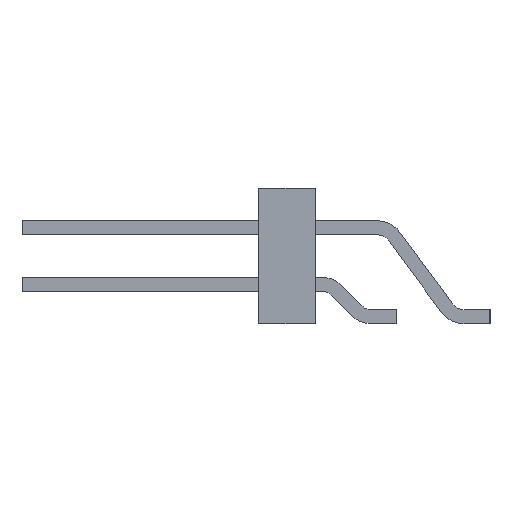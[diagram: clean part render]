
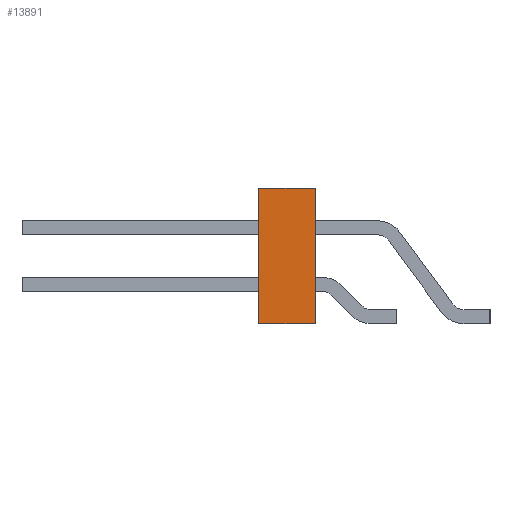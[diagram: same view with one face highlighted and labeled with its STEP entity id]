
A CAD part, left-side view. The second image highlights one B-rep face of the part: STEP entity #13891.
In plain terms, the highlighted face is planar.
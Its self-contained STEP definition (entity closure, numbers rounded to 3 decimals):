
#1594 = VERTEX_POINT('',#1595);
#1595 = CARTESIAN_POINT('',(13.97,3.048,1.27));
#1601 = EDGE_CURVE('',#1594,#1602,#1604,.T.);
#1602 = VERTEX_POINT('',#1603);
#1603 = CARTESIAN_POINT('',(13.97,3.048,-1.27));
#1604 = LINE('',#1605,#1606);
#1605 = CARTESIAN_POINT('',(13.97,3.048,1.27));
#1606 = VECTOR('',#1607,1.);
#1607 = DIRECTION('',(0.,0.,-1.));
#5950 = VERTEX_POINT('',#5951);
#5951 = CARTESIAN_POINT('',(13.97,-3.048,-1.27));
#5957 = EDGE_CURVE('',#5958,#5950,#5960,.T.);
#5958 = VERTEX_POINT('',#5959);
#5959 = CARTESIAN_POINT('',(13.97,-3.048,1.27));
#5960 = LINE('',#5961,#5962);
#5961 = CARTESIAN_POINT('',(13.97,-3.048,1.27));
#5962 = VECTOR('',#5963,1.);
#5963 = DIRECTION('',(0.,0.,-1.));
#10573 = EDGE_CURVE('',#5958,#1594,#10574,.T.);
#10574 = LINE('',#10575,#10576);
#10575 = CARTESIAN_POINT('',(13.97,-3.048,1.27));
#10576 = VECTOR('',#10577,1.);
#10577 = DIRECTION('',(0.,1.,0.));
#12372 = EDGE_CURVE('',#5950,#1602,#12373,.T.);
#12373 = LINE('',#12374,#12375);
#12374 = CARTESIAN_POINT('',(13.97,-3.048,-1.27));
#12375 = VECTOR('',#12376,1.);
#12376 = DIRECTION('',(0.,1.,0.));
#13891 = ADVANCED_FACE('',(#13892),#13898,.F.);
#13892 = FACE_BOUND('',#13893,.T.);
#13893 = EDGE_LOOP('',(#13894,#13895,#13896,#13897));
#13894 = ORIENTED_EDGE('',*,*,#12372,.T.);
#13895 = ORIENTED_EDGE('',*,*,#1601,.F.);
#13896 = ORIENTED_EDGE('',*,*,#10573,.F.);
#13897 = ORIENTED_EDGE('',*,*,#5957,.T.);
#13898 = PLANE('',#13899);
#13899 = AXIS2_PLACEMENT_3D('',#13900,#13901,#13902);
#13900 = CARTESIAN_POINT('',(13.97,-3.048,1.27));
#13901 = DIRECTION('',(-1.,0.,0.));
#13902 = DIRECTION('',(0.,0.,1.));
